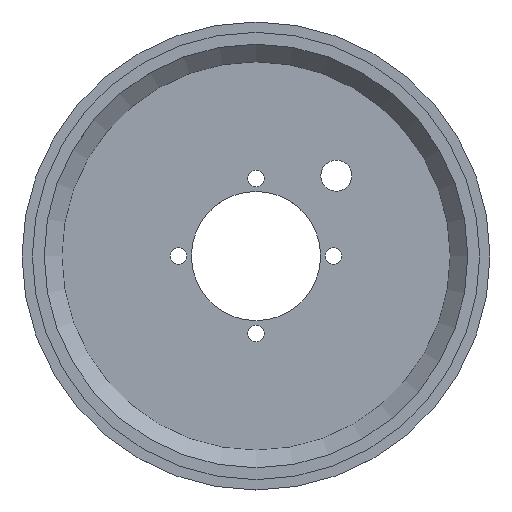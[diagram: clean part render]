
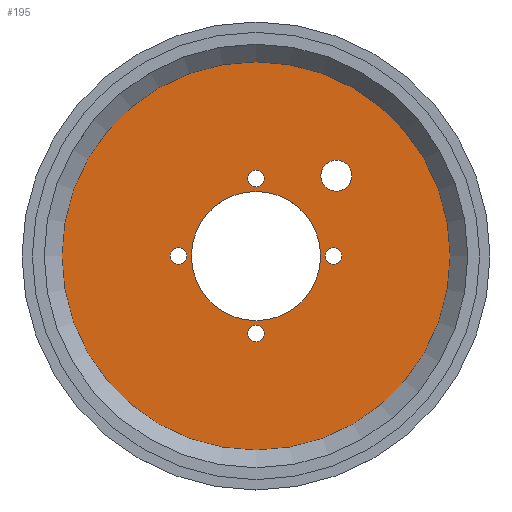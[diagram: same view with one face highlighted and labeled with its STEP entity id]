
A CAD part, top view. The second image highlights one B-rep face of the part: STEP entity #195.
In plain terms, the highlighted planar face has unit normal (0, 0, 1).
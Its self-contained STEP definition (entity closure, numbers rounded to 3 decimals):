
#43 = CONICAL_SURFACE('',#44,37.6,0.785);
#44 = AXIS2_PLACEMENT_3D('',#45,#46,#47);
#45 = CARTESIAN_POINT('',(0.,0.,-9.9));
#46 = DIRECTION('',(0.,0.,1.));
#47 = DIRECTION('',(1.,0.,0.));
#109 = EDGE_CURVE('',#110,#110,#112,.T.);
#110 = VERTEX_POINT('',#111);
#111 = CARTESIAN_POINT('',(37.6,0.,-9.9));
#112 = SURFACE_CURVE('',#113,(#118,#125),.PCURVE_S1.);
#113 = CIRCLE('',#114,37.6);
#114 = AXIS2_PLACEMENT_3D('',#115,#116,#117);
#115 = CARTESIAN_POINT('',(0.,0.,-9.9));
#116 = DIRECTION('',(-0.,0.,1.));
#117 = DIRECTION('',(1.,0.,0.));
#118 = PCURVE('',#43,#119);
#119 = DEFINITIONAL_REPRESENTATION('',(#120),#124);
#120 = LINE('',#121,#122);
#121 = CARTESIAN_POINT('',(0.,0.));
#122 = VECTOR('',#123,1.);
#123 = DIRECTION('',(1.,0.));
#124 = ( GEOMETRIC_REPRESENTATION_CONTEXT(2) 
PARAMETRIC_REPRESENTATION_CONTEXT() REPRESENTATION_CONTEXT('2D SPACE',''
  ) );
#125 = PCURVE('',#126,#131);
#126 = PLANE('',#127);
#127 = AXIS2_PLACEMENT_3D('',#128,#129,#130);
#128 = CARTESIAN_POINT('',(0.,0.,-9.9));
#129 = DIRECTION('',(0.,0.,1.));
#130 = DIRECTION('',(1.,0.,0.));
#131 = DEFINITIONAL_REPRESENTATION('',(#132),#136);
#132 = CIRCLE('',#133,37.6);
#133 = AXIS2_PLACEMENT_2D('',#134,#135);
#134 = CARTESIAN_POINT('',(0.,0.));
#135 = DIRECTION('',(1.,-0.));
#136 = ( GEOMETRIC_REPRESENTATION_CONTEXT(2) 
PARAMETRIC_REPRESENTATION_CONTEXT() REPRESENTATION_CONTEXT('2D SPACE',''
  ) );
#195 = ADVANCED_FACE('',(#196,#199,#230,#261,#292,#323,#354),#126,.T.);
#196 = FACE_BOUND('',#197,.F.);
#197 = EDGE_LOOP('',(#198));
#198 = ORIENTED_EDGE('',*,*,#109,.F.);
#199 = FACE_BOUND('',#200,.F.);
#200 = EDGE_LOOP('',(#201));
#201 = ORIENTED_EDGE('',*,*,#202,.T.);
#202 = EDGE_CURVE('',#203,#203,#205,.T.);
#203 = VERTEX_POINT('',#204);
#204 = CARTESIAN_POINT('',(16.6,0.,-9.9));
#205 = SURFACE_CURVE('',#206,(#211,#218),.PCURVE_S1.);
#206 = CIRCLE('',#207,1.6);
#207 = AXIS2_PLACEMENT_3D('',#208,#209,#210);
#208 = CARTESIAN_POINT('',(15.,0.,-9.9));
#209 = DIRECTION('',(0.,0.,1.));
#210 = DIRECTION('',(1.,0.,0.));
#211 = PCURVE('',#126,#212);
#212 = DEFINITIONAL_REPRESENTATION('',(#213),#217);
#213 = CIRCLE('',#214,1.6);
#214 = AXIS2_PLACEMENT_2D('',#215,#216);
#215 = CARTESIAN_POINT('',(15.,0.));
#216 = DIRECTION('',(1.,0.));
#217 = ( GEOMETRIC_REPRESENTATION_CONTEXT(2) 
PARAMETRIC_REPRESENTATION_CONTEXT() REPRESENTATION_CONTEXT('2D SPACE',''
  ) );
#218 = PCURVE('',#219,#224);
#219 = CYLINDRICAL_SURFACE('',#220,1.6);
#220 = AXIS2_PLACEMENT_3D('',#221,#222,#223);
#221 = CARTESIAN_POINT('',(15.,0.,-9.9));
#222 = DIRECTION('',(0.,0.,1.));
#223 = DIRECTION('',(1.,0.,0.));
#224 = DEFINITIONAL_REPRESENTATION('',(#225),#229);
#225 = LINE('',#226,#227);
#226 = CARTESIAN_POINT('',(0.,0.));
#227 = VECTOR('',#228,1.);
#228 = DIRECTION('',(1.,0.));
#229 = ( GEOMETRIC_REPRESENTATION_CONTEXT(2) 
PARAMETRIC_REPRESENTATION_CONTEXT() REPRESENTATION_CONTEXT('2D SPACE',''
  ) );
#230 = FACE_BOUND('',#231,.F.);
#231 = EDGE_LOOP('',(#232));
#232 = ORIENTED_EDGE('',*,*,#233,.T.);
#233 = EDGE_CURVE('',#234,#234,#236,.T.);
#234 = VERTEX_POINT('',#235);
#235 = CARTESIAN_POINT('',(12.5,0.,-9.9));
#236 = SURFACE_CURVE('',#237,(#242,#249),.PCURVE_S1.);
#237 = CIRCLE('',#238,12.5);
#238 = AXIS2_PLACEMENT_3D('',#239,#240,#241);
#239 = CARTESIAN_POINT('',(0.,0.,-9.9));
#240 = DIRECTION('',(0.,0.,1.));
#241 = DIRECTION('',(1.,0.,0.));
#242 = PCURVE('',#126,#243);
#243 = DEFINITIONAL_REPRESENTATION('',(#244),#248);
#244 = CIRCLE('',#245,12.5);
#245 = AXIS2_PLACEMENT_2D('',#246,#247);
#246 = CARTESIAN_POINT('',(0.,0.));
#247 = DIRECTION('',(1.,0.));
#248 = ( GEOMETRIC_REPRESENTATION_CONTEXT(2) 
PARAMETRIC_REPRESENTATION_CONTEXT() REPRESENTATION_CONTEXT('2D SPACE',''
  ) );
#249 = PCURVE('',#250,#255);
#250 = CYLINDRICAL_SURFACE('',#251,12.5);
#251 = AXIS2_PLACEMENT_3D('',#252,#253,#254);
#252 = CARTESIAN_POINT('',(0.,0.,-9.9));
#253 = DIRECTION('',(0.,0.,1.));
#254 = DIRECTION('',(1.,0.,0.));
#255 = DEFINITIONAL_REPRESENTATION('',(#256),#260);
#256 = LINE('',#257,#258);
#257 = CARTESIAN_POINT('',(0.,0.));
#258 = VECTOR('',#259,1.);
#259 = DIRECTION('',(1.,0.));
#260 = ( GEOMETRIC_REPRESENTATION_CONTEXT(2) 
PARAMETRIC_REPRESENTATION_CONTEXT() REPRESENTATION_CONTEXT('2D SPACE',''
  ) );
#261 = FACE_BOUND('',#262,.F.);
#262 = EDGE_LOOP('',(#263));
#263 = ORIENTED_EDGE('',*,*,#264,.T.);
#264 = EDGE_CURVE('',#265,#265,#267,.T.);
#265 = VERTEX_POINT('',#266);
#266 = CARTESIAN_POINT('',(1.6,15.,-9.9));
#267 = SURFACE_CURVE('',#268,(#273,#280),.PCURVE_S1.);
#268 = CIRCLE('',#269,1.6);
#269 = AXIS2_PLACEMENT_3D('',#270,#271,#272);
#270 = CARTESIAN_POINT('',(0.,15.,-9.9));
#271 = DIRECTION('',(0.,0.,1.));
#272 = DIRECTION('',(1.,0.,0.));
#273 = PCURVE('',#126,#274);
#274 = DEFINITIONAL_REPRESENTATION('',(#275),#279);
#275 = CIRCLE('',#276,1.6);
#276 = AXIS2_PLACEMENT_2D('',#277,#278);
#277 = CARTESIAN_POINT('',(0.,15.));
#278 = DIRECTION('',(1.,0.));
#279 = ( GEOMETRIC_REPRESENTATION_CONTEXT(2) 
PARAMETRIC_REPRESENTATION_CONTEXT() REPRESENTATION_CONTEXT('2D SPACE',''
  ) );
#280 = PCURVE('',#281,#286);
#281 = CYLINDRICAL_SURFACE('',#282,1.6);
#282 = AXIS2_PLACEMENT_3D('',#283,#284,#285);
#283 = CARTESIAN_POINT('',(0.,15.,-9.9));
#284 = DIRECTION('',(0.,0.,1.));
#285 = DIRECTION('',(1.,0.,0.));
#286 = DEFINITIONAL_REPRESENTATION('',(#287),#291);
#287 = LINE('',#288,#289);
#288 = CARTESIAN_POINT('',(0.,0.));
#289 = VECTOR('',#290,1.);
#290 = DIRECTION('',(1.,0.));
#291 = ( GEOMETRIC_REPRESENTATION_CONTEXT(2) 
PARAMETRIC_REPRESENTATION_CONTEXT() REPRESENTATION_CONTEXT('2D SPACE',''
  ) );
#292 = FACE_BOUND('',#293,.F.);
#293 = EDGE_LOOP('',(#294));
#294 = ORIENTED_EDGE('',*,*,#295,.T.);
#295 = EDGE_CURVE('',#296,#296,#298,.T.);
#296 = VERTEX_POINT('',#297);
#297 = CARTESIAN_POINT('',(18.556,15.556,-9.9));
#298 = SURFACE_CURVE('',#299,(#304,#311),.PCURVE_S1.);
#299 = CIRCLE('',#300,3.);
#300 = AXIS2_PLACEMENT_3D('',#301,#302,#303);
#301 = CARTESIAN_POINT('',(15.556,15.556,-9.9));
#302 = DIRECTION('',(0.,0.,1.));
#303 = DIRECTION('',(1.,0.,0.));
#304 = PCURVE('',#126,#305);
#305 = DEFINITIONAL_REPRESENTATION('',(#306),#310);
#306 = CIRCLE('',#307,3.);
#307 = AXIS2_PLACEMENT_2D('',#308,#309);
#308 = CARTESIAN_POINT('',(15.556,15.556));
#309 = DIRECTION('',(1.,0.));
#310 = ( GEOMETRIC_REPRESENTATION_CONTEXT(2) 
PARAMETRIC_REPRESENTATION_CONTEXT() REPRESENTATION_CONTEXT('2D SPACE',''
  ) );
#311 = PCURVE('',#312,#317);
#312 = CYLINDRICAL_SURFACE('',#313,3.);
#313 = AXIS2_PLACEMENT_3D('',#314,#315,#316);
#314 = CARTESIAN_POINT('',(15.556,15.556,-9.9));
#315 = DIRECTION('',(0.,0.,1.));
#316 = DIRECTION('',(1.,0.,0.));
#317 = DEFINITIONAL_REPRESENTATION('',(#318),#322);
#318 = LINE('',#319,#320);
#319 = CARTESIAN_POINT('',(0.,0.));
#320 = VECTOR('',#321,1.);
#321 = DIRECTION('',(1.,0.));
#322 = ( GEOMETRIC_REPRESENTATION_CONTEXT(2) 
PARAMETRIC_REPRESENTATION_CONTEXT() REPRESENTATION_CONTEXT('2D SPACE',''
  ) );
#323 = FACE_BOUND('',#324,.F.);
#324 = EDGE_LOOP('',(#325));
#325 = ORIENTED_EDGE('',*,*,#326,.T.);
#326 = EDGE_CURVE('',#327,#327,#329,.T.);
#327 = VERTEX_POINT('',#328);
#328 = CARTESIAN_POINT('',(1.6,-15.,-9.9));
#329 = SURFACE_CURVE('',#330,(#335,#342),.PCURVE_S1.);
#330 = CIRCLE('',#331,1.6);
#331 = AXIS2_PLACEMENT_3D('',#332,#333,#334);
#332 = CARTESIAN_POINT('',(0.,-15.,-9.9));
#333 = DIRECTION('',(0.,0.,1.));
#334 = DIRECTION('',(1.,0.,0.));
#335 = PCURVE('',#126,#336);
#336 = DEFINITIONAL_REPRESENTATION('',(#337),#341);
#337 = CIRCLE('',#338,1.6);
#338 = AXIS2_PLACEMENT_2D('',#339,#340);
#339 = CARTESIAN_POINT('',(0.,-15.));
#340 = DIRECTION('',(1.,0.));
#341 = ( GEOMETRIC_REPRESENTATION_CONTEXT(2) 
PARAMETRIC_REPRESENTATION_CONTEXT() REPRESENTATION_CONTEXT('2D SPACE',''
  ) );
#342 = PCURVE('',#343,#348);
#343 = CYLINDRICAL_SURFACE('',#344,1.6);
#344 = AXIS2_PLACEMENT_3D('',#345,#346,#347);
#345 = CARTESIAN_POINT('',(0.,-15.,-9.9));
#346 = DIRECTION('',(0.,0.,1.));
#347 = DIRECTION('',(1.,0.,0.));
#348 = DEFINITIONAL_REPRESENTATION('',(#349),#353);
#349 = LINE('',#350,#351);
#350 = CARTESIAN_POINT('',(0.,0.));
#351 = VECTOR('',#352,1.);
#352 = DIRECTION('',(1.,0.));
#353 = ( GEOMETRIC_REPRESENTATION_CONTEXT(2) 
PARAMETRIC_REPRESENTATION_CONTEXT() REPRESENTATION_CONTEXT('2D SPACE',''
  ) );
#354 = FACE_BOUND('',#355,.F.);
#355 = EDGE_LOOP('',(#356));
#356 = ORIENTED_EDGE('',*,*,#357,.T.);
#357 = EDGE_CURVE('',#358,#358,#360,.T.);
#358 = VERTEX_POINT('',#359);
#359 = CARTESIAN_POINT('',(-13.4,0.,-9.9));
#360 = SURFACE_CURVE('',#361,(#366,#373),.PCURVE_S1.);
#361 = CIRCLE('',#362,1.6);
#362 = AXIS2_PLACEMENT_3D('',#363,#364,#365);
#363 = CARTESIAN_POINT('',(-15.,0.,-9.9));
#364 = DIRECTION('',(0.,0.,1.));
#365 = DIRECTION('',(1.,0.,0.));
#366 = PCURVE('',#126,#367);
#367 = DEFINITIONAL_REPRESENTATION('',(#368),#372);
#368 = CIRCLE('',#369,1.6);
#369 = AXIS2_PLACEMENT_2D('',#370,#371);
#370 = CARTESIAN_POINT('',(-15.,0.));
#371 = DIRECTION('',(1.,0.));
#372 = ( GEOMETRIC_REPRESENTATION_CONTEXT(2) 
PARAMETRIC_REPRESENTATION_CONTEXT() REPRESENTATION_CONTEXT('2D SPACE',''
  ) );
#373 = PCURVE('',#374,#379);
#374 = CYLINDRICAL_SURFACE('',#375,1.6);
#375 = AXIS2_PLACEMENT_3D('',#376,#377,#378);
#376 = CARTESIAN_POINT('',(-15.,0.,-9.9));
#377 = DIRECTION('',(0.,0.,1.));
#378 = DIRECTION('',(1.,0.,0.));
#379 = DEFINITIONAL_REPRESENTATION('',(#380),#384);
#380 = LINE('',#381,#382);
#381 = CARTESIAN_POINT('',(0.,0.));
#382 = VECTOR('',#383,1.);
#383 = DIRECTION('',(1.,0.));
#384 = ( GEOMETRIC_REPRESENTATION_CONTEXT(2) 
PARAMETRIC_REPRESENTATION_CONTEXT() REPRESENTATION_CONTEXT('2D SPACE',''
  ) );
